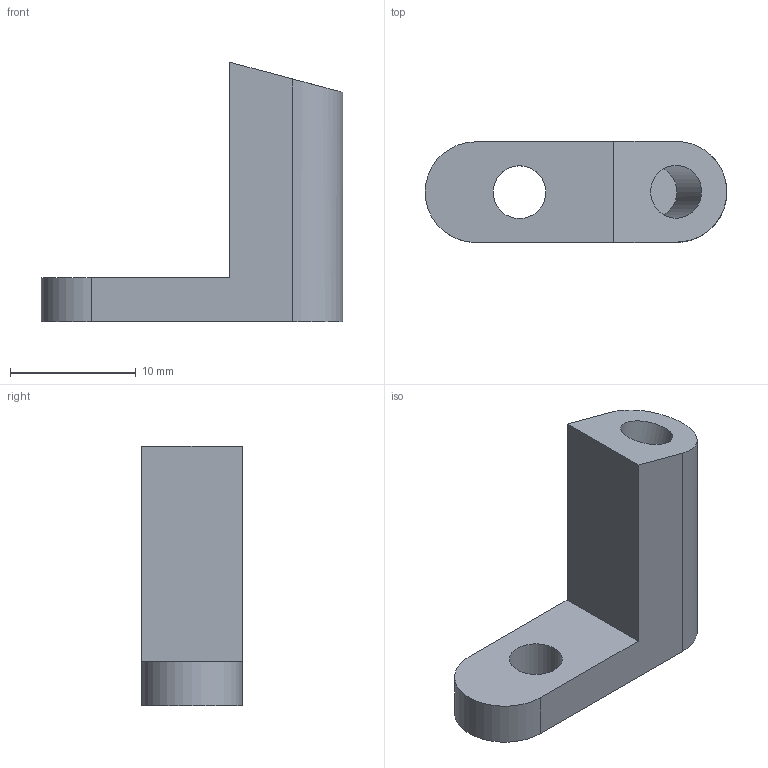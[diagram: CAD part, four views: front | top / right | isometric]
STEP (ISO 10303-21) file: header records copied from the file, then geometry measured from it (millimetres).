
FILE_DESCRIPTION(('FreeCAD Model'),'2;1');
FILE_NAME('y-miniboard-holder-x4.step', '2019-07-13T19:01:27',('Author'),(''), 'Open CASCADE STEP processor 6.8','FreeCAD','Unknown');
FILE_SCHEMA(('AUTOMOTIVE_DESIGN_CC2 { 1 2 10303 214 -1 1 5 4 }'));
Length unit declared in the file: millimetre
Products named in the file (2): ASSEMBLY; miniboard-holder
Assembly tree (1 placements, depth 2):
  ASSEMBLY
    miniboard-holder
Bounding box: 24 x 8 x 20.66 mm (x, y, z)
Volume: 1516.1 mm3; surface area: 1169.8 mm2
Topology: 1 solids, 1 shells, 11 faces, 25 edges, 17 vertices
Faces by surface type: plane 7, cylinder 4
Full cylindrical faces by diameter (mm): 4.2 x2
Entity records: 792 total; most frequent: CARTESIAN_POINT 253, DIRECTION 93, ORIENTED_EDGE 50, PCURVE 50, DEFINITIONAL_REPRESENTATION 50, LINE 46, VECTOR 46, EDGE_CURVE 25
